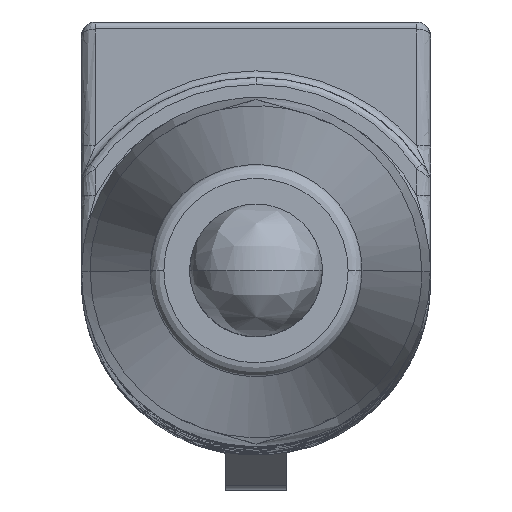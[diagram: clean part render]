
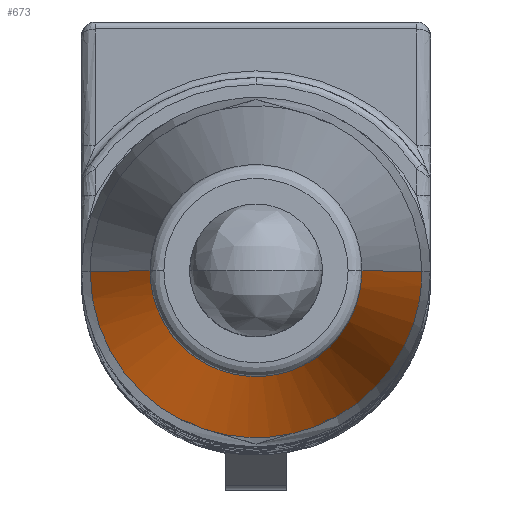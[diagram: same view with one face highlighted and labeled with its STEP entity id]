
A CAD part, top view. The second image highlights one B-rep face of the part: STEP entity #673.
In plain terms, the highlighted free-form (B-spline) face has degree [2, 1] with [5, 2] control points.
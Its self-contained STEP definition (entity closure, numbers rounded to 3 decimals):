
#405 = VERTEX_POINT('',#406);
#406 = CARTESIAN_POINT('',(2.44,0.,
    35.077));
#413 = VERTEX_POINT('',#414);
#414 = CARTESIAN_POINT('',(-2.44,0.,35.077));
#449 = VERTEX_POINT('',#450);
#450 = CARTESIAN_POINT('',(-1.559,0.,43.886));
#451 = VERTEX_POINT('',#452);
#452 = CARTESIAN_POINT('',(1.559,0.,
    43.886));
#460 = EDGE_CURVE('',#451,#405,#461,.T.);
#461 = B_SPLINE_CURVE_WITH_KNOTS('',1,(#462,#463),.UNSPECIFIED.,.F.,.F.,
  (2,2),(0.181,8.803),.PIECEWISE_BEZIER_KNOTS.);
#462 = CARTESIAN_POINT('',(1.559,0.,
    43.886));
#463 = CARTESIAN_POINT('',(2.44,0.,
    35.077));
#466 = EDGE_CURVE('',#449,#413,#467,.T.);
#467 = B_SPLINE_CURVE_WITH_KNOTS('',1,(#468,#469),.UNSPECIFIED.,.F.,.F.,
  (2,2),(0.181,8.803),.PIECEWISE_BEZIER_KNOTS.);
#468 = CARTESIAN_POINT('',(-1.559,0.,43.886));
#469 = CARTESIAN_POINT('',(-2.44,0.,35.077));
#673 = ADVANCED_FACE('',(#674),#694,.T.);
#674 = FACE_BOUND('',#675,.T.);
#675 = EDGE_LOOP('',(#676,#677,#685,#686));
#676 = ORIENTED_EDGE('',*,*,#460,.F.);
#677 = ORIENTED_EDGE('',*,*,#678,.T.);
#678 = EDGE_CURVE('',#451,#449,#679,.T.);
#679 = ( BOUNDED_CURVE() B_SPLINE_CURVE(2,(#680,#681,#682,#683,#684),
.UNSPECIFIED.,.F.,.F.) B_SPLINE_CURVE_WITH_KNOTS((3,2,3),(3.142,
4.712,6.283),.PIECEWISE_BEZIER_KNOTS.) CURVE() 
GEOMETRIC_REPRESENTATION_ITEM() RATIONAL_B_SPLINE_CURVE((1.,
0.707,1.,0.707,1.)) REPRESENTATION_ITEM('') );
#680 = CARTESIAN_POINT('',(1.559,0.,
    43.886));
#681 = CARTESIAN_POINT('',(1.559,-1.559,
    43.886));
#682 = CARTESIAN_POINT('',(0.,-1.559,
    43.886));
#683 = CARTESIAN_POINT('',(-1.559,-1.559,
    43.886));
#684 = CARTESIAN_POINT('',(-1.559,0.,
    43.886));
#685 = ORIENTED_EDGE('',*,*,#466,.T.);
#686 = ORIENTED_EDGE('',*,*,#687,.T.);
#687 = EDGE_CURVE('',#413,#405,#688,.T.);
#688 = ( BOUNDED_CURVE() B_SPLINE_CURVE(2,(#689,#690,#691,#692,#693),
.UNSPECIFIED.,.F.,.F.) B_SPLINE_CURVE_WITH_KNOTS((3,2,3),(3.142,
4.712,6.283),.PIECEWISE_BEZIER_KNOTS.) CURVE() 
GEOMETRIC_REPRESENTATION_ITEM() RATIONAL_B_SPLINE_CURVE((1.,
0.707,1.,0.707,1.)) REPRESENTATION_ITEM('') );
#689 = CARTESIAN_POINT('',(-2.44,0.,
    35.077));
#690 = CARTESIAN_POINT('',(-2.44,-2.44,
    35.077));
#691 = CARTESIAN_POINT('',(0.,-2.44,
    35.077));
#692 = CARTESIAN_POINT('',(2.44,-2.44,
    35.077));
#693 = CARTESIAN_POINT('',(2.44,0.,
    35.077));
#694 = ( BOUNDED_SURFACE() B_SPLINE_SURFACE(2,1,(
    (#695,#696)
    ,(#697,#698)
    ,(#699,#700)
    ,(#701,#702)
,(#703,#704
    )),.UNSPECIFIED.,.F.,.F.,.F.) B_SPLINE_SURFACE_WITH_KNOTS((3,2,3),(2
    ,2),(3.142,4.712,6.283),(0.181,
    8.803),.PIECEWISE_BEZIER_KNOTS.) 
GEOMETRIC_REPRESENTATION_ITEM() RATIONAL_B_SPLINE_SURFACE((
    (1.,1.)
    ,(0.707,0.707)
    ,(1.,1.)
    ,(0.707,0.707)
,(1.,1.))) REPRESENTATION_ITEM('') SURFACE() );
#695 = CARTESIAN_POINT('',(1.559,0.,
    43.886));
#696 = CARTESIAN_POINT('',(2.44,0.,
    35.077));
#697 = CARTESIAN_POINT('',(1.559,-1.559,
    43.886));
#698 = CARTESIAN_POINT('',(2.44,-2.44,
    35.077));
#699 = CARTESIAN_POINT('',(0.,-1.559,
    43.886));
#700 = CARTESIAN_POINT('',(0.,-2.44,
    35.077));
#701 = CARTESIAN_POINT('',(-1.559,-1.559,
    43.886));
#702 = CARTESIAN_POINT('',(-2.44,-2.44,
    35.077));
#703 = CARTESIAN_POINT('',(-1.559,0.,
    43.886));
#704 = CARTESIAN_POINT('',(-2.44,0.,
    35.077));
